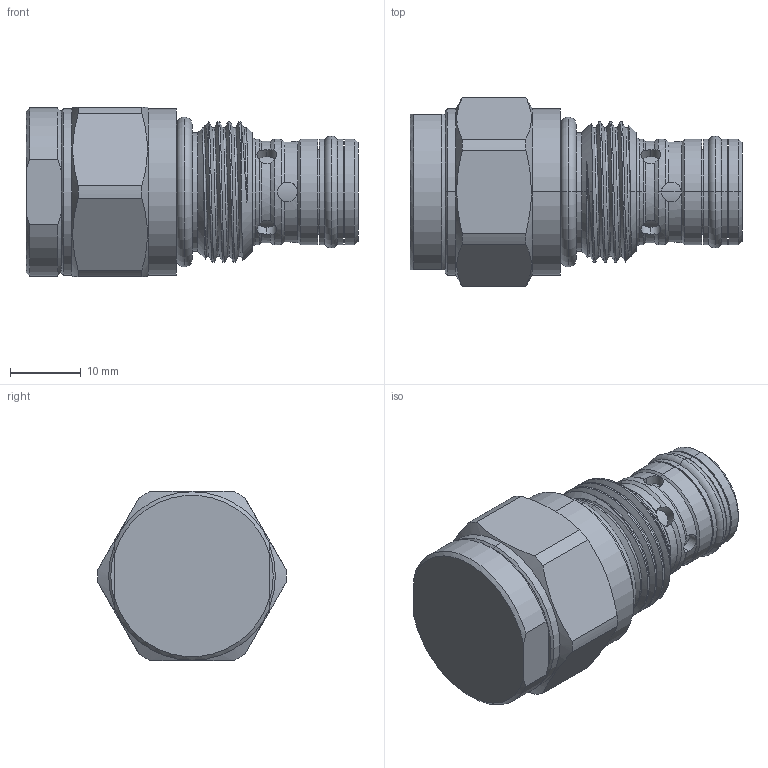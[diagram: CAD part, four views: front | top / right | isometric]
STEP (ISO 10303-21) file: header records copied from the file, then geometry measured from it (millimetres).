
FILE_DESCRIPTION (( 'STEP AP203' ), '1' );
FILE_NAME ('CV20M22-N.STEP', '2020-04-15T06:58:45', ( '' ), ( '' ), 'SwSTEP 2.0', 'SolidWorks 2018', '' );
FILE_SCHEMA (( 'CONFIG_CONTROL_DESIGN' ));
Length unit declared in the file: millimetre
Products named in the file (1): CV20M22-N
Bounding box: 47 x 26.69 x 24 mm (x, y, z)
Volume: 15127.7 mm3; surface area: 5572.3 mm2
Topology: 5 solids, 5 shells, 147 faces, 368 edges, 234 vertices
Faces by surface type: cylinder 76, cone 35, plane 21, torus 12, bspline 3
Entity records: 6132 total; most frequent: CARTESIAN_POINT 2710, ORIENTED_EDGE 736, DIRECTION 660, EDGE_CURVE 368, AXIS2_PLACEMENT_3D 283, VERTEX_POINT 234, EDGE_LOOP 158, ADVANCED_FACE 147
